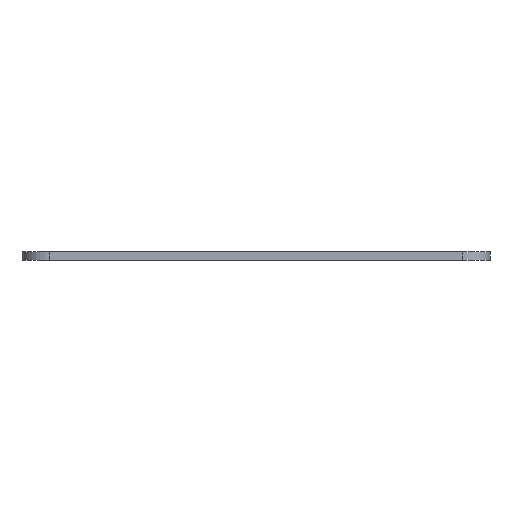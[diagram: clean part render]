
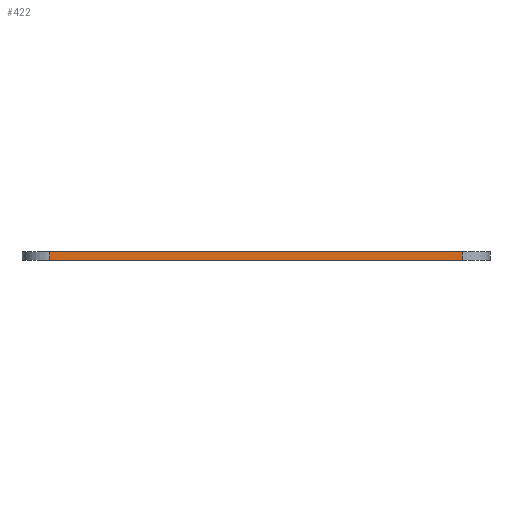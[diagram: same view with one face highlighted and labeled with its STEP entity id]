
A CAD part, left-side view. The second image highlights one B-rep face of the part: STEP entity #422.
In plain terms, the highlighted planar face has unit normal (-1, 0, 0).
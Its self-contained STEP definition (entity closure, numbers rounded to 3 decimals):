
#32 = VERTEX_POINT('',#33);
#33 = CARTESIAN_POINT('',(0.,79.,0.));
#40 = EDGE_CURVE('',#32,#41,#43,.T.);
#41 = VERTEX_POINT('',#42);
#42 = CARTESIAN_POINT('',(0.,5.,0.));
#43 = LINE('',#44,#45);
#44 = CARTESIAN_POINT('',(0.,84.,0.));
#45 = VECTOR('',#46,1.);
#46 = DIRECTION('',(0.,-1.,0.));
#377 = EDGE_CURVE('',#32,#378,#380,.T.);
#378 = VERTEX_POINT('',#379);
#379 = CARTESIAN_POINT('',(0.,79.,1.5));
#380 = LINE('',#381,#382);
#381 = CARTESIAN_POINT('',(0.,79.,0.));
#382 = VECTOR('',#383,1.);
#383 = DIRECTION('',(0.,0.,1.));
#422 = ADVANCED_FACE('',(#423),#441,.F.);
#423 = FACE_BOUND('',#424,.F.);
#424 = EDGE_LOOP('',(#425,#426,#427,#435));
#425 = ORIENTED_EDGE('',*,*,#40,.F.);
#426 = ORIENTED_EDGE('',*,*,#377,.T.);
#427 = ORIENTED_EDGE('',*,*,#428,.T.);
#428 = EDGE_CURVE('',#378,#429,#431,.T.);
#429 = VERTEX_POINT('',#430);
#430 = CARTESIAN_POINT('',(0.,5.,1.5));
#431 = LINE('',#432,#433);
#432 = CARTESIAN_POINT('',(0.,84.,1.5));
#433 = VECTOR('',#434,1.);
#434 = DIRECTION('',(0.,-1.,0.));
#435 = ORIENTED_EDGE('',*,*,#436,.F.);
#436 = EDGE_CURVE('',#41,#429,#437,.T.);
#437 = LINE('',#438,#439);
#438 = CARTESIAN_POINT('',(0.,5.,0.));
#439 = VECTOR('',#440,1.);
#440 = DIRECTION('',(0.,0.,1.));
#441 = PLANE('',#442);
#442 = AXIS2_PLACEMENT_3D('',#443,#444,#445);
#443 = CARTESIAN_POINT('',(0.,84.,0.));
#444 = DIRECTION('',(1.,0.,0.));
#445 = DIRECTION('',(0.,-1.,0.));
